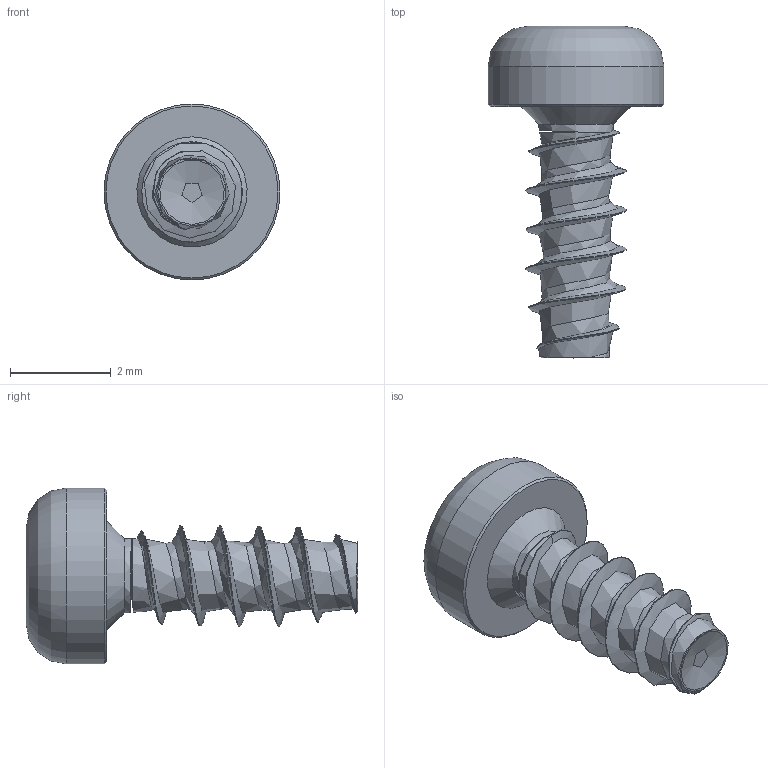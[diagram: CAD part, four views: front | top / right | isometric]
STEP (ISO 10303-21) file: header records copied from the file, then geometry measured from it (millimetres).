
FILE_DESCRIPTION (( 'STEP AP203' ), '1' );
FILE_NAME ('STP390200050.STEP', '2015-05-14T17:21:28', ( '' ), ( '' ), 'SwSTEP 2.0', 'SolidWorks 2015', '' );
FILE_SCHEMA (( 'CONFIG_CONTROL_DESIGN' ));
Length unit declared in the file: millimetre
Products named in the file (2): STP390200050
Bounding box: 3.5 x 6.6 x 3.5 mm (x, y, z)
Volume: 20.8 mm3; surface area: 70.2 mm2
Topology: 1 solids, 1 shells, 53 faces, 125 edges, 80 vertices
Faces by surface type: bspline 26, cylinder 15, plane 4, cone 4, torus 4
Full cylindrical faces by diameter (mm): 1.496 x1, 1.768 x1, 3.5 x1
Entity records: 13016 total; most frequent: CARTESIAN_POINT 11926, ORIENTED_EDGE 220, DIRECTION 127, EDGE_CURVE 110, VERTEX_POINT 70, B_SPLINE_CURVE_WITH_KNOTS 69, EDGE_LOOP 64, FACE_OUTER_BOUND 60
